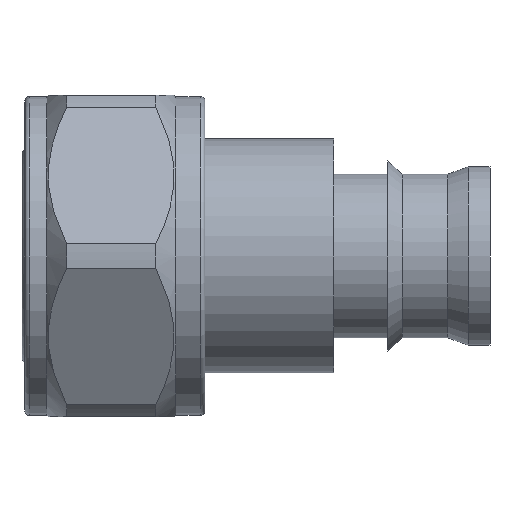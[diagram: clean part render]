
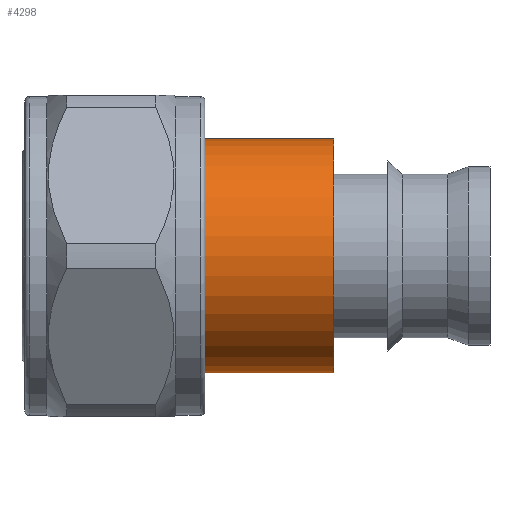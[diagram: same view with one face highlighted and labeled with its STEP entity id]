
A CAD part, front view. The second image highlights one B-rep face of the part: STEP entity #4298.
In plain terms, the highlighted cylindrical face has radius 8 mm (diameter 16 mm), a partial arc.
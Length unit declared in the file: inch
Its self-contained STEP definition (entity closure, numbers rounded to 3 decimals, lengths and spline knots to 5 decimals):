
#63 = VERTEX_POINT ( 'NONE', #3940 ) ;
#195 = DIRECTION ( 'NONE',  ( 0., 0., 1. ) ) ;
#488 = LINE ( 'NONE', #3463, #4140 ) ;
#515 = EDGE_CURVE ( 'NONE', #630, #3715, #488, .T. ) ;
#630 = VERTEX_POINT ( 'NONE', #3282 ) ;
#654 = EDGE_CURVE ( 'NONE', #63, #1981, #3027, .T. ) ;
#698 = DIRECTION ( 'NONE',  ( -1., 0., 0. ) ) ;
#724 = ORIENTED_EDGE ( 'NONE', *, *, #3227, .F. ) ;
#804 = FACE_OUTER_BOUND ( 'NONE', #3658, .T. ) ;
#917 = DIRECTION ( 'NONE',  ( -1., 0., 0. ) ) ;
#1106 = DIRECTION ( 'NONE',  ( -1., 0., 0. ) ) ;
#1358 = CARTESIAN_POINT ( 'NONE',  ( 0.40945, 0., 0. ) ) ;
#1458 = ORIENTED_EDGE ( 'NONE', *, *, #2382, .T. ) ;
#1498 = CARTESIAN_POINT ( 'NONE',  ( 0., 0., -0.31496 ) ) ;
#1840 = CARTESIAN_POINT ( 'NONE',  ( 0.40945, 0., -0.31496 ) ) ;
#1981 = VERTEX_POINT ( 'NONE', #1840 ) ;
#2382 = EDGE_CURVE ( 'NONE', #63, #630, #4563, .T. ) ;
#2820 = ORIENTED_EDGE ( 'NONE', *, *, #654, .F. ) ;
#2929 = AXIS2_PLACEMENT_3D ( 'NONE', #4384, #1106, #3695 ) ;
#2943 = CYLINDRICAL_SURFACE ( 'NONE', #3825, 0.31496 ) ;
#3027 = LINE ( 'NONE', #1498, #3377 ) ;
#3227 = EDGE_CURVE ( 'NONE', #1981, #3715, #3891, .T. ) ;
#3270 = DIRECTION ( 'NONE',  ( -1., 0., 0. ) ) ;
#3282 = CARTESIAN_POINT ( 'NONE',  ( 0.83858, 0., 0.31496 ) ) ;
#3348 = CARTESIAN_POINT ( 'NONE',  ( 0.40945, 0., 0.31496 ) ) ;
#3377 = VECTOR ( 'NONE', #3270, 39.37008 ) ;
#3451 = ORIENTED_EDGE ( 'NONE', *, *, #515, .T. ) ;
#3463 = CARTESIAN_POINT ( 'NONE',  ( 0., 0., 0.31496 ) ) ;
#3499 = DIRECTION ( 'NONE',  ( 0., 0., 1. ) ) ;
#3658 = EDGE_LOOP ( 'NONE', ( #2820, #1458, #3451, #724 ) ) ;
#3695 = DIRECTION ( 'NONE',  ( 0., 0., 1. ) ) ;
#3715 = VERTEX_POINT ( 'NONE', #3348 ) ;
#3825 = AXIS2_PLACEMENT_3D ( 'NONE', #4223, #917, #3499 ) ;
#3891 = CIRCLE ( 'NONE', #4111, 0.31496 ) ;
#3940 = CARTESIAN_POINT ( 'NONE',  ( 0.83858, 0., -0.31496 ) ) ;
#4111 = AXIS2_PLACEMENT_3D ( 'NONE', #1358, #4286, #195 ) ;
#4140 = VECTOR ( 'NONE', #698, 39.37008 ) ;
#4223 = CARTESIAN_POINT ( 'NONE',  ( 0., 0., 0. ) ) ;
#4286 = DIRECTION ( 'NONE',  ( -1., 0., 0. ) ) ;
#4298 = ADVANCED_FACE ( 'NONE', ( #804 ), #2943, .T. ) ;
#4384 = CARTESIAN_POINT ( 'NONE',  ( 0.83858, 0., 0. ) ) ;
#4563 = CIRCLE ( 'NONE', #2929, 0.31496 ) ;
